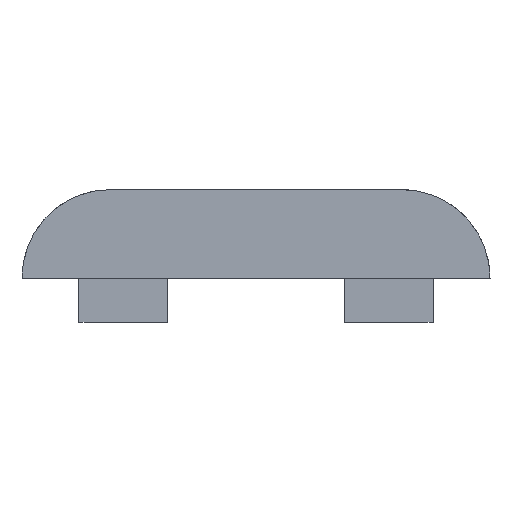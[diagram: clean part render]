
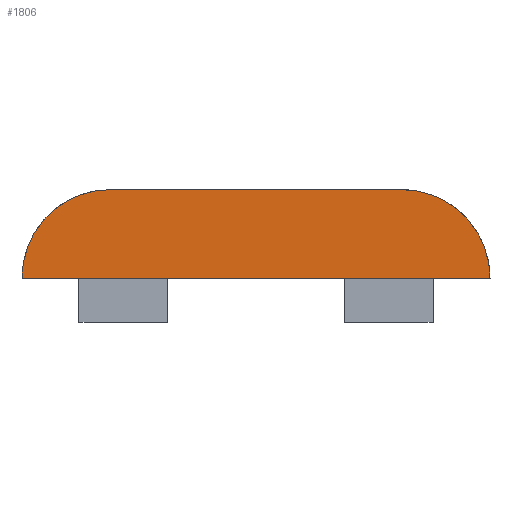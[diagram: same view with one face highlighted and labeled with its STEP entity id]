
A CAD part, left-side view. The second image highlights one B-rep face of the part: STEP entity #1806.
In plain terms, the highlighted planar face has unit normal (-1, 0, 0).
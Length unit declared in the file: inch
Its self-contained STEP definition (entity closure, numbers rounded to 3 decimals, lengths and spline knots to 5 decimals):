
#78=FACE_OUTER_BOUND('',#189,.T.);
#189=EDGE_LOOP('',(#1215,#1216,#1217,#1218));
#341=CIRCLE('',#1932,1.);
#342=CIRCLE('',#1933,1.);
#379=LINE('',#2600,#589);
#380=LINE('',#2604,#590);
#589=VECTOR('',#2086,0.3937);
#590=VECTOR('',#2089,0.3937);
#799=VERTEX_POINT('',#2598);
#800=VERTEX_POINT('',#2599);
#801=VERTEX_POINT('',#2601);
#802=VERTEX_POINT('',#2603);
#965=EDGE_CURVE('',#799,#800,#379,.T.);
#966=EDGE_CURVE('',#801,#799,#341,.T.);
#967=EDGE_CURVE('',#802,#801,#380,.T.);
#968=EDGE_CURVE('',#800,#802,#342,.T.);
#1215=ORIENTED_EDGE('',*,*,#965,.F.);
#1216=ORIENTED_EDGE('',*,*,#966,.F.);
#1217=ORIENTED_EDGE('',*,*,#967,.F.);
#1218=ORIENTED_EDGE('',*,*,#968,.F.);
#1715=PLANE('',#1931);
#1806=ADVANCED_FACE('',(#78),#1715,.T.);
#1931=AXIS2_PLACEMENT_3D('',#2597,#2084,#2085);
#1932=AXIS2_PLACEMENT_3D('',#2602,#2087,#2088);
#1933=AXIS2_PLACEMENT_3D('',#2605,#2090,#2091);
#2084=DIRECTION('center_axis',(-1.,0.,0.));
#2085=DIRECTION('ref_axis',(0.,-1.,0.));
#2086=DIRECTION('',(0.,1.,0.));
#2087=DIRECTION('center_axis',(1.,0.,0.));
#2088=DIRECTION('ref_axis',(0.,-0.707,0.707));
#2089=DIRECTION('',(0.,-1.,0.));
#2090=DIRECTION('center_axis',(1.,0.,0.));
#2091=DIRECTION('ref_axis',(0.,0.707,0.707));
#2597=CARTESIAN_POINT('Origin',(2.,4.6437,0.));
#2598=CARTESIAN_POINT('',(2.,-0.6437,0.));
#2599=CARTESIAN_POINT('',(2.,4.6437,0.));
#2600=CARTESIAN_POINT('',(2.,3.32185,0.));
#2601=CARTESIAN_POINT('',(2.,0.3563,1.));
#2602=CARTESIAN_POINT('Origin',(2.,0.3563,0.));
#2603=CARTESIAN_POINT('',(2.,3.6437,1.));
#2604=CARTESIAN_POINT('',(2.,3.32185,1.));
#2605=CARTESIAN_POINT('Origin',(2.,3.6437,0.));
